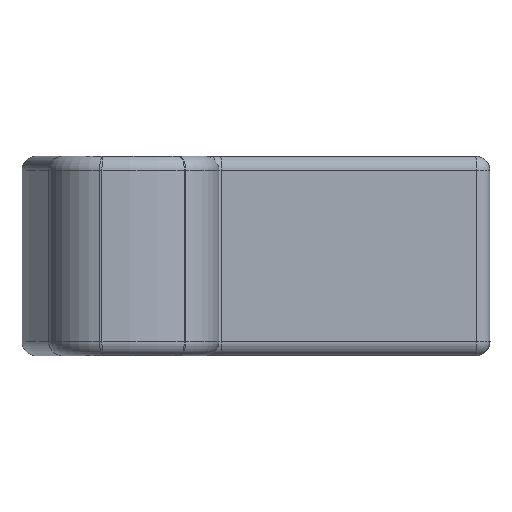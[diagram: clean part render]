
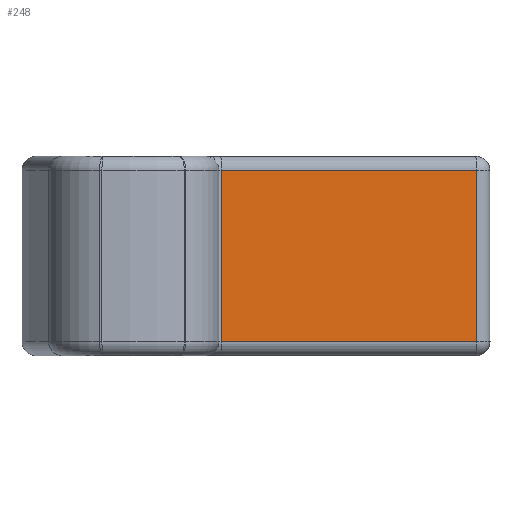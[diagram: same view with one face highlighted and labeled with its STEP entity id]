
A CAD part, left-side view. The second image highlights one B-rep face of the part: STEP entity #248.
In plain terms, the highlighted planar face has unit normal (-0.999, -0.053, 0).
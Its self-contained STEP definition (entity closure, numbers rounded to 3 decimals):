
#248 = ADVANCED_FACE( '', ( #584 ), #585, .F. );
#584 = FACE_OUTER_BOUND( '', #1003, .T. );
#585 = PLANE( '', #1004 );
#1003 = EDGE_LOOP( '', ( #1604, #1605, #1606, #1607 ) );
#1004 = AXIS2_PLACEMENT_3D( '', #1608, #1609, #1610 );
#1604 = ORIENTED_EDGE( '', *, *, #2212, .F. );
#1605 = ORIENTED_EDGE( '', *, *, #2152, .F. );
#1606 = ORIENTED_EDGE( '', *, *, #2057, .T. );
#1607 = ORIENTED_EDGE( '', *, *, #2213, .F. );
#1608 = CARTESIAN_POINT( '', ( -6.55, -18.053, 1. ) );
#1609 = DIRECTION( '', ( 0.999, 0.053, 0. ) );
#1610 = DIRECTION( '', ( -0.053, 0.999, 0. ) );
#2057 = EDGE_CURVE( '', #2371, #2372, #2373, .T. );
#2152 = EDGE_CURVE( '', #2371, #2438, #2519, .F. );
#2212 = EDGE_CURVE( '', #2438, #2567, #2601, .F. );
#2213 = EDGE_CURVE( '', #2567, #2372, #2602, .F. );
#2371 = VERTEX_POINT( '', #2786 );
#2372 = VERTEX_POINT( '', #2787 );
#2373 = LINE( '', #2788, #2789 );
#2438 = VERTEX_POINT( '', #2885 );
#2519 = LINE( '', #3063, #3064 );
#2567 = VERTEX_POINT( '', #3190 );
#2601 = LINE( '', #3235, #3236 );
#2602 = LINE( '', #3237, #3238 );
#2786 = CARTESIAN_POINT( '', ( -6.55, -18.053, 1. ) );
#2787 = CARTESIAN_POINT( '', ( -6.55, -18.053, 13. ) );
#2788 = CARTESIAN_POINT( '', ( -6.55, -18.053, 1. ) );
#2789 = VECTOR( '', #3534, 1000. );
#2885 = CARTESIAN_POINT( '', ( -7.492, -0.161, 1. ) );
#3063 = CARTESIAN_POINT( '', ( -7.311, -3.596, 1. ) );
#3064 = VECTOR( '', #3645, 1000. );
#3190 = CARTESIAN_POINT( '', ( -7.492, -0.161, 13. ) );
#3235 = CARTESIAN_POINT( '', ( -7.492, -0.161, 10.6 ) );
#3236 = VECTOR( '', #3747, 1000. );
#3237 = CARTESIAN_POINT( '', ( -6.55, -18.053, 13. ) );
#3238 = VECTOR( '', #3748, 1000. );
#3534 = DIRECTION( '', ( 0., 0., 1. ) );
#3645 = DIRECTION( '', ( 0.053, -0.999, 0. ) );
#3747 = DIRECTION( '', ( 0., 0., -1. ) );
#3748 = DIRECTION( '', ( -0.053, 0.999, 0. ) );
